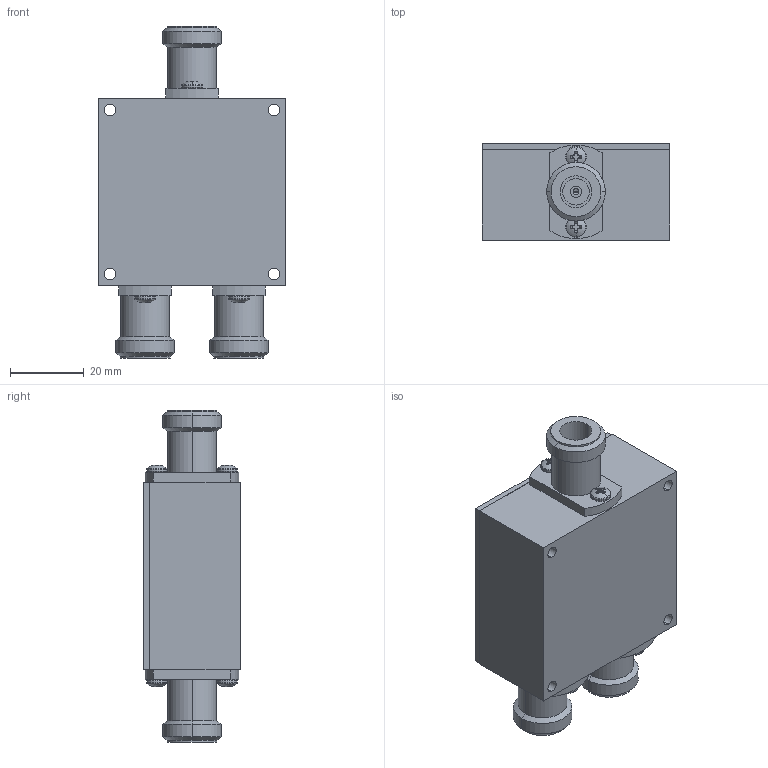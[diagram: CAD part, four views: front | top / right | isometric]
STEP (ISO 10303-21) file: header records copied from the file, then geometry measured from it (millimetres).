
FILE_DESCRIPTION (( 'STEP AP214' ), '1' );
FILE_NAME ('DMS 222-N_A.STEP', '2022-07-21T19:34:18', ( '' ), ( '' ), 'SwSTEP 2.0', 'SolidWorks 2021', '' );
FILE_SCHEMA (( 'AUTOMOTIVE_DESIGN' ));
Length unit declared in the file: millimetre
Products named in the file (1): DMS 222-N_A
Bounding box: 50.8 x 26.16 x 89.92 mm (x, y, z)
Volume: 74713.9 mm3; surface area: 24656.3 mm2
Topology: 11 solids, 11 shells, 1100 faces, 3002 edges, 1971 vertices
Faces by surface type: cylinder 581, plane 365, cone 78, bspline 40, torus 24, sphere 12
Entity records: 43116 total; most frequent: CARTESIAN_POINT 9190, DIRECTION 6134, ORIENTED_EDGE 5980, EDGE_CURVE 2990, AXIS2_PLACEMENT_3D 2355, VERTEX_POINT 1971, LINE 1424, VECTOR 1424
